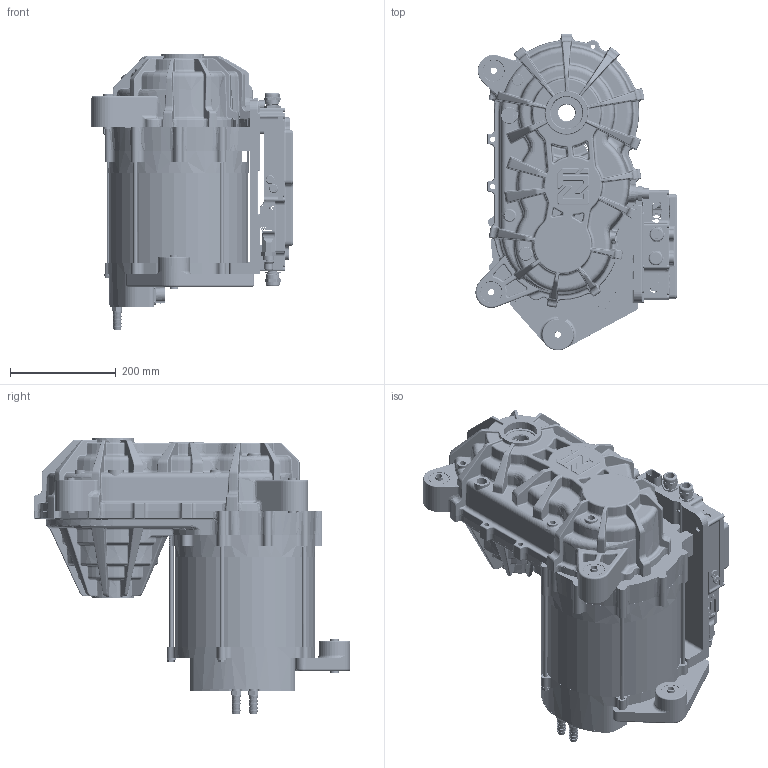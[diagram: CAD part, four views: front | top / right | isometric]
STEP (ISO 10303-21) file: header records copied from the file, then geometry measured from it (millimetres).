
FILE_DESCRIPTION (( 'STEP AP203' ), '1' );
FILE_NAME ('rDA4002-3U-100.STEP', '2025-11-03T09:59:27', ( '' ), ( '' ), 'SwSTEP 2.0', 'SolidWorks 2024', '' );
FILE_SCHEMA (( 'CONFIG_CONTROL_DESIGN' ));
Length unit declared in the file: millimetre
Products named in the file (1): rDA4002-3U-100
Bounding box: 380.7 x 599.52 x 521.1 mm (x, y, z)
Surface area: 1523755.2 mm2 (no closed solid volume)
Topology: 0 solids, 118 shells, 4172 faces, 12845 edges, 8551 vertices
Faces by surface type: cylinder 1346, bspline 1078, plane 880, torus 479, cone 345, sphere 44
Entity records: 214227 total; most frequent: CARTESIAN_POINT 109020, ORIENTED_EDGE 21731, DIRECTION 20873, EDGE_CURVE 12782, VERTEX_POINT 8551, AXIS2_PLACEMENT_3D 8447, CIRCLE 5352, EDGE_LOOP 4627
